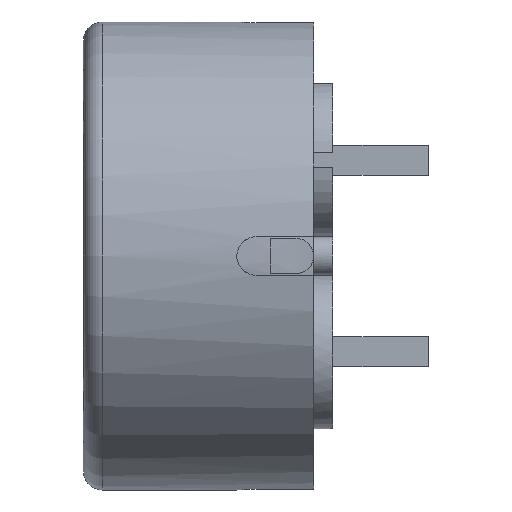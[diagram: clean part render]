
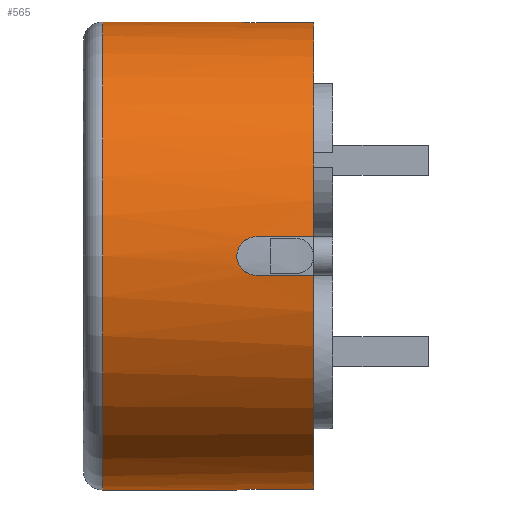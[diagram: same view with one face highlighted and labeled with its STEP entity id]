
A CAD part, left-side view. The second image highlights one B-rep face of the part: STEP entity #565.
In plain terms, the highlighted cylindrical face has radius 6.1 mm (diameter 12.2 mm), a partial arc.
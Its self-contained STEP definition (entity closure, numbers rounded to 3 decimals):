
#328=AXIS2_PLACEMENT_3D('Circle Axis2P3D',#326,#327,$) ;
#469=AXIS2_PLACEMENT_3D('Cylinder Axis2P3D',#466,#467,#468) ;
#489=AXIS2_PLACEMENT_3D('Circle Axis2P3D',#487,#488,$) ;
#532=AXIS2_PLACEMENT_3D('Circle Axis2P3D',#530,#531,$) ;
#292=CARTESIAN_POINT('Vertex',(0.,5.5,-6.1)) ;
#294=CARTESIAN_POINT('Vertex',(0.,5.5,6.1)) ;
#326=CARTESIAN_POINT('Axis2P3D Location',(0.,5.5,0.)) ;
#350=CARTESIAN_POINT('Line Origine',(0.,6.,6.1)) ;
#354=CARTESIAN_POINT('Vertex',(0.,2.,6.1)) ;
#436=CARTESIAN_POINT('Vertex',(0.,2.,-6.1)) ;
#439=CARTESIAN_POINT('Line Origine',(0.,6.,-6.1)) ;
#466=CARTESIAN_POINT('Axis2P3D Location',(0.,6.,0.)) ;
#472=CARTESIAN_POINT('Control Point',(0.,2.,-6.1)) ;
#473=CARTESIAN_POINT('Control Point',(-0.195,2.001,-6.1)) ;
#474=CARTESIAN_POINT('Control Point',(-0.394,1.894,-6.09)) ;
#475=CARTESIAN_POINT('Control Point',(-0.501,1.697,-6.079)) ;
#476=CARTESIAN_POINT('Control Point',(-0.5,1.5,-6.079)) ;
#477=CARTESIAN_POINT('Vertex',(-0.5,1.5,-6.079)) ;
#480=CARTESIAN_POINT('Line Origine',(-0.5,6.,-6.079)) ;
#484=CARTESIAN_POINT('Vertex',(-0.5,0.,-6.079)) ;
#487=CARTESIAN_POINT('Axis2P3D Location',(0.,0.,0.)) ;
#491=CARTESIAN_POINT('Vertex',(-6.079,0.,-0.5)) ;
#494=CARTESIAN_POINT('Line Origine',(-6.079,6.,-0.5)) ;
#498=CARTESIAN_POINT('Vertex',(-6.079,1.5,-0.5)) ;
#502=CARTESIAN_POINT('Control Point',(-6.079,1.5,-0.5)) ;
#503=CARTESIAN_POINT('Control Point',(-6.079,1.568,-0.5)) ;
#504=CARTESIAN_POINT('Control Point',(-6.08,1.637,-0.488)) ;
#505=CARTESIAN_POINT('Control Point',(-6.082,1.702,-0.464)) ;
#506=CARTESIAN_POINT('Control Point',(-6.087,1.823,-0.397)) ;
#507=CARTESIAN_POINT('Control Point',(-6.093,1.914,-0.293)) ;
#508=CARTESIAN_POINT('Control Point',(-6.096,1.951,-0.231)) ;
#509=CARTESIAN_POINT('Control Point',(-6.1,2.002,-0.101)) ;
#510=CARTESIAN_POINT('Control Point',(-6.1,2.006,0.039)) ;
#511=CARTESIAN_POINT('Control Point',(-6.1,1.995,0.108)) ;
#512=CARTESIAN_POINT('Control Point',(-6.096,1.951,0.241)) ;
#513=CARTESIAN_POINT('Control Point',(-6.09,1.866,0.351)) ;
#514=CARTESIAN_POINT('Control Point',(-6.087,1.816,0.397)) ;
#515=CARTESIAN_POINT('Control Point',(-6.083,1.723,0.456)) ;
#516=CARTESIAN_POINT('Control Point',(-6.08,1.619,0.488)) ;
#517=CARTESIAN_POINT('Control Point',(-6.08,1.579,0.496)) ;
#518=CARTESIAN_POINT('Control Point',(-6.079,1.54,0.5)) ;
#519=CARTESIAN_POINT('Control Point',(-6.079,1.5,0.5)) ;
#520=CARTESIAN_POINT('Vertex',(-6.079,1.5,0.5)) ;
#523=CARTESIAN_POINT('Line Origine',(-6.079,6.,0.5)) ;
#527=CARTESIAN_POINT('Vertex',(-6.079,0.,0.5)) ;
#530=CARTESIAN_POINT('Axis2P3D Location',(0.,0.,0.)) ;
#534=CARTESIAN_POINT('Vertex',(-0.5,0.,6.079)) ;
#537=CARTESIAN_POINT('Line Origine',(-0.5,6.,6.079)) ;
#541=CARTESIAN_POINT('Vertex',(-0.5,1.5,6.079)) ;
#545=CARTESIAN_POINT('Control Point',(-0.5,1.5,6.079)) ;
#546=CARTESIAN_POINT('Control Point',(-0.5,1.697,6.079)) ;
#547=CARTESIAN_POINT('Control Point',(-0.395,1.894,6.09)) ;
#548=CARTESIAN_POINT('Control Point',(-0.196,2.,6.1)) ;
#549=CARTESIAN_POINT('Control Point',(0.,2.,6.1)) ;
#327=DIRECTION('Axis2P3D Direction',(0.,1.,0.)) ;
#351=DIRECTION('Vector Direction',(0.,-1.,0.)) ;
#440=DIRECTION('Vector Direction',(0.,-1.,0.)) ;
#467=DIRECTION('Axis2P3D Direction',(0.,-1.,-0.)) ;
#468=DIRECTION('Axis2P3D XDirection',(0.,-0.,1.)) ;
#481=DIRECTION('Vector Direction',(0.,-1.,0.)) ;
#488=DIRECTION('Axis2P3D Direction',(0.,-1.,-0.)) ;
#495=DIRECTION('Vector Direction',(0.,-1.,0.)) ;
#524=DIRECTION('Vector Direction',(0.,-1.,0.)) ;
#531=DIRECTION('Axis2P3D Direction',(0.,-1.,-0.)) ;
#538=DIRECTION('Vector Direction',(0.,-1.,0.)) ;
#352=VECTOR('Line Direction',#351,1.) ;
#441=VECTOR('Line Direction',#440,1.) ;
#482=VECTOR('Line Direction',#481,1.) ;
#496=VECTOR('Line Direction',#495,1.) ;
#525=VECTOR('Line Direction',#524,1.) ;
#539=VECTOR('Line Direction',#538,1.) ;
#552=ORIENTED_EDGE('',*,*,#356,.F.) ;
#553=ORIENTED_EDGE('',*,*,#330,.T.) ;
#554=ORIENTED_EDGE('',*,*,#443,.T.) ;
#555=ORIENTED_EDGE('',*,*,#479,.T.) ;
#556=ORIENTED_EDGE('',*,*,#486,.T.) ;
#557=ORIENTED_EDGE('',*,*,#493,.T.) ;
#558=ORIENTED_EDGE('',*,*,#500,.T.) ;
#559=ORIENTED_EDGE('',*,*,#522,.T.) ;
#560=ORIENTED_EDGE('',*,*,#529,.T.) ;
#561=ORIENTED_EDGE('',*,*,#536,.T.) ;
#562=ORIENTED_EDGE('',*,*,#543,.T.) ;
#563=ORIENTED_EDGE('',*,*,#550,.T.) ;
#565=ADVANCED_FACE('CirPattern1',(#564),#470,.T.) ;
#471=B_SPLINE_CURVE_WITH_KNOTS('',4,(#472,#473,#474,#475,#476),.UNSPECIFIED.,.F.,.U.,(5,5),(0.,1.124),.UNSPECIFIED.) ;
#501=B_SPLINE_CURVE_WITH_KNOTS('',5,(#502,#503,#504,#505,#506,#507,#508,#509,#510,#511,#512,#513,#514,#515,#516,#517,#518,#519),.UNSPECIFIED.,.F.,.U.,(6,3,3,3,3,6),(0.,0.488,0.981,1.474,1.967,2.25),.UNSPECIFIED.) ;
#544=B_SPLINE_CURVE_WITH_KNOTS('',4,(#545,#546,#547,#548,#549),.UNSPECIFIED.,.F.,.U.,(5,5),(0.,1.124),.UNSPECIFIED.) ;
#329=CIRCLE('generated circle',#328,6.1) ;
#490=CIRCLE('generated circle',#489,6.1) ;
#533=CIRCLE('generated circle',#532,6.1) ;
#470=CYLINDRICAL_SURFACE('generated cylinder',#469,6.1) ;
#330=EDGE_CURVE('',#295,#293,#329,.F.) ;
#356=EDGE_CURVE('',#295,#355,#353,.T.) ;
#443=EDGE_CURVE('',#293,#437,#442,.T.) ;
#479=EDGE_CURVE('',#437,#478,#471,.T.) ;
#486=EDGE_CURVE('',#478,#485,#483,.T.) ;
#493=EDGE_CURVE('',#485,#492,#490,.F.) ;
#500=EDGE_CURVE('',#492,#499,#497,.F.) ;
#522=EDGE_CURVE('',#499,#521,#501,.T.) ;
#529=EDGE_CURVE('',#521,#528,#526,.T.) ;
#536=EDGE_CURVE('',#528,#535,#533,.F.) ;
#543=EDGE_CURVE('',#535,#542,#540,.F.) ;
#550=EDGE_CURVE('',#542,#355,#544,.T.) ;
#551=EDGE_LOOP('',(#552,#553,#554,#555,#556,#557,#558,#559,#560,#561,#562,#563)) ;
#564=FACE_OUTER_BOUND('',#551,.T.) ;
#353=LINE('Line',#350,#352) ;
#442=LINE('Line',#439,#441) ;
#483=LINE('Line',#480,#482) ;
#497=LINE('Line',#494,#496) ;
#526=LINE('Line',#523,#525) ;
#540=LINE('Line',#537,#539) ;
#293=VERTEX_POINT('',#292) ;
#295=VERTEX_POINT('',#294) ;
#355=VERTEX_POINT('',#354) ;
#437=VERTEX_POINT('',#436) ;
#478=VERTEX_POINT('',#477) ;
#485=VERTEX_POINT('',#484) ;
#492=VERTEX_POINT('',#491) ;
#499=VERTEX_POINT('',#498) ;
#521=VERTEX_POINT('',#520) ;
#528=VERTEX_POINT('',#527) ;
#535=VERTEX_POINT('',#534) ;
#542=VERTEX_POINT('',#541) ;
